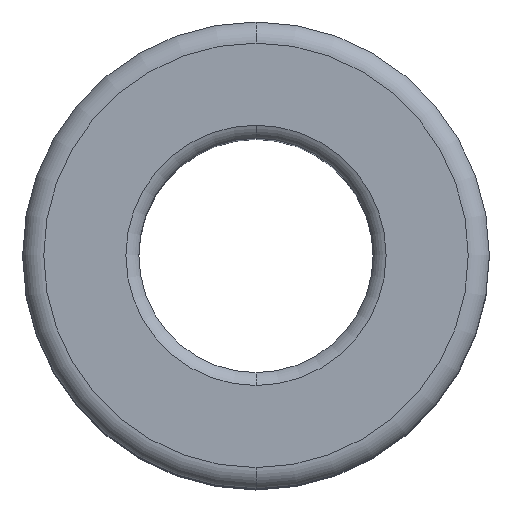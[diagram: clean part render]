
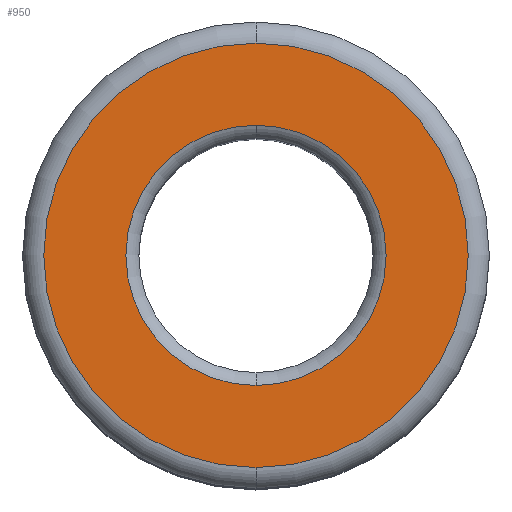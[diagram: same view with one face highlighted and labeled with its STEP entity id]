
A CAD part, top view. The second image highlights one B-rep face of the part: STEP entity #950.
In plain terms, the highlighted planar face has unit normal (0, 0, 1).
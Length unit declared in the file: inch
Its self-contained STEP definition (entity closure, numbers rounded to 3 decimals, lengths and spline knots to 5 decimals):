
#73 = CIRCLE ( 'NONE', #1546, 0.1755 ) ;
#134 = CARTESIAN_POINT ( 'NONE',  ( 0., 0.28622, 0.48963 ) ) ;
#139 = VERTEX_POINT ( 'NONE', #1672 ) ;
#317 = PLANE ( 'NONE',  #731 ) ;
#324 = CARTESIAN_POINT ( 'NONE',  ( 0., 0., 0.48963 ) ) ;
#366 = CARTESIAN_POINT ( 'NONE',  ( 0.1755, 0., 0.48963 ) ) ;
#383 = AXIS2_PLACEMENT_3D ( 'NONE', #2513, #1587, #1767 ) ;
#434 = EDGE_CURVE ( 'NONE', #139, #2581, #435, .T. ) ;
#435 = CIRCLE ( 'NONE', #2300, 0.1755 ) ;
#472 = VERTEX_POINT ( 'NONE', #2048 ) ;
#533 = CIRCLE ( 'NONE', #383, 0.28623 ) ;
#571 = DIRECTION ( 'NONE',  ( 0., -1., 0. ) ) ;
#708 = VERTEX_POINT ( 'NONE', #2289 ) ;
#731 = AXIS2_PLACEMENT_3D ( 'NONE', #134, #2298, #795 ) ;
#791 = CARTESIAN_POINT ( 'NONE',  ( 0., 0., 0.48963 ) ) ;
#795 = DIRECTION ( 'NONE',  ( 0., 1., 0. ) ) ;
#897 = ORIENTED_EDGE ( 'NONE', *, *, #900, .F. ) ;
#900 = EDGE_CURVE ( 'NONE', #708, #472, #533, .T. ) ;
#950 = ADVANCED_FACE ( 'NONE', ( #2427, #1132 ), #317, .F. ) ;
#995 = CIRCLE ( 'NONE', #1141, 0.28623 ) ;
#1089 = EDGE_LOOP ( 'NONE', ( #2766, #1304 ) ) ;
#1096 = EDGE_LOOP ( 'NONE', ( #897, #1534 ) ) ;
#1132 = FACE_OUTER_BOUND ( 'NONE', #1096, .T. ) ;
#1141 = AXIS2_PLACEMENT_3D ( 'NONE', #324, #1903, #1223 ) ;
#1223 = DIRECTION ( 'NONE',  ( 0., 1., 0. ) ) ;
#1304 = ORIENTED_EDGE ( 'NONE', *, *, #434, .T. ) ;
#1534 = ORIENTED_EDGE ( 'NONE', *, *, #2234, .F. ) ;
#1546 = AXIS2_PLACEMENT_3D ( 'NONE', #1929, #2396, #2413 ) ;
#1587 = DIRECTION ( 'NONE',  ( 0., 0., -1. ) ) ;
#1672 = CARTESIAN_POINT ( 'NONE',  ( -0.1755, 0., 0.48963 ) ) ;
#1767 = DIRECTION ( 'NONE',  ( 0., 1., 0. ) ) ;
#1903 = DIRECTION ( 'NONE',  ( 0., 0., -1. ) ) ;
#1929 = CARTESIAN_POINT ( 'NONE',  ( 0., 0., 0.48963 ) ) ;
#2048 = CARTESIAN_POINT ( 'NONE',  ( 0., -0.28623, 0.48963 ) ) ;
#2234 = EDGE_CURVE ( 'NONE', #472, #708, #995, .T. ) ;
#2289 = CARTESIAN_POINT ( 'NONE',  ( 0., 0.28622, 0.48963 ) ) ;
#2298 = DIRECTION ( 'NONE',  ( 0., 0., -1. ) ) ;
#2300 = AXIS2_PLACEMENT_3D ( 'NONE', #791, #2522, #571 ) ;
#2334 = EDGE_CURVE ( 'NONE', #2581, #139, #73, .T. ) ;
#2396 = DIRECTION ( 'NONE',  ( 0., 0., -1. ) ) ;
#2413 = DIRECTION ( 'NONE',  ( 0., -1., 0. ) ) ;
#2427 = FACE_BOUND ( 'NONE', #1089, .T. ) ;
#2513 = CARTESIAN_POINT ( 'NONE',  ( 0., 0., 0.48963 ) ) ;
#2522 = DIRECTION ( 'NONE',  ( 0., 0., -1. ) ) ;
#2581 = VERTEX_POINT ( 'NONE', #366 ) ;
#2766 = ORIENTED_EDGE ( 'NONE', *, *, #2334, .T. ) ;
